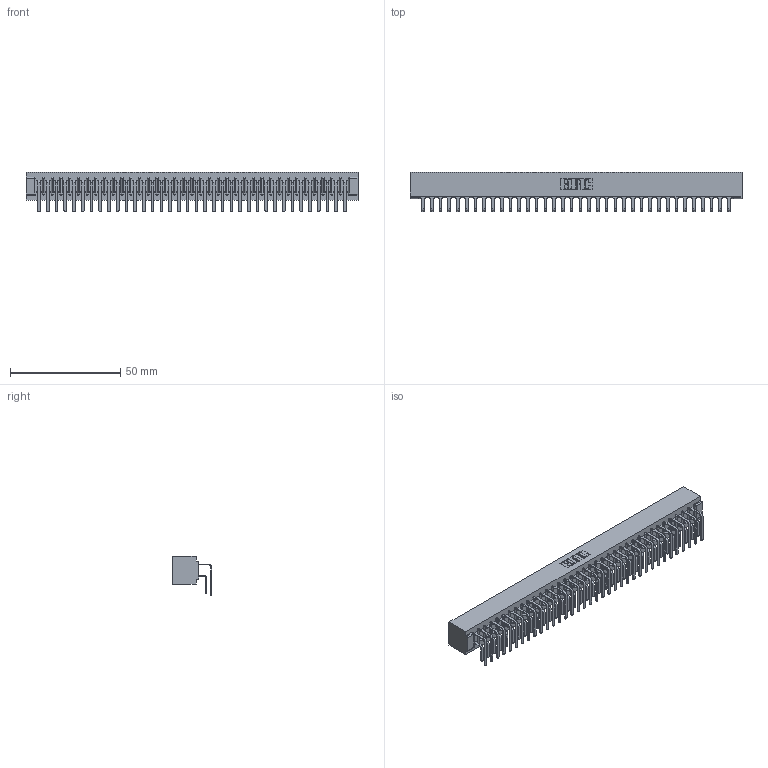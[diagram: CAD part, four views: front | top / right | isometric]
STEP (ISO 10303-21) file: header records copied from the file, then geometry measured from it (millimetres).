
FILE_DESCRIPTION (( 'STEP AP203' ), '1' );
FILE_NAME ('307-072-459-201.STEP', '2020-10-01T02:28:28', ( '' ), ( '' ), 'SwSTEP 2.0', 'SolidWorks 2020', '' );
FILE_SCHEMA (( 'CONFIG_CONTROL_DESIGN' ));
Length unit declared in the file: inch
Products named in the file (4): 307-072-459-201; 307-290-001_559 - 2 (Single); 307 Part_No Mounting Lugs; 307-290-001_558 559 - 1 (Single)
Assembly tree (73 placements, depth 2):
  307-072-459-201
    307 Part_No Mounting Lugs
    307-290-001_558 559 - 1 (Single)  x36
    307-290-001_559 - 2 (Single)  x36
Bounding box: 150.52 x 17.69 x 18.07 mm (x, y, z)
Volume: 16830.3 mm3; surface area: 22646.1 mm2
Topology: 73 solids, 73 shells, 3747 faces, 10523 edges, 6818 vertices
Faces by surface type: plane 2442, cylinder 1231, sphere 74
Entity records: 33923 total; most frequent: CARTESIAN_POINT 5550, ORIENTED_EDGE 5498, DIRECTION 5437, EDGE_CURVE 2749, LINE 2107, VECTOR 2107, VERTEX_POINT 1778, AXIS2_PLACEMENT_3D 1665
